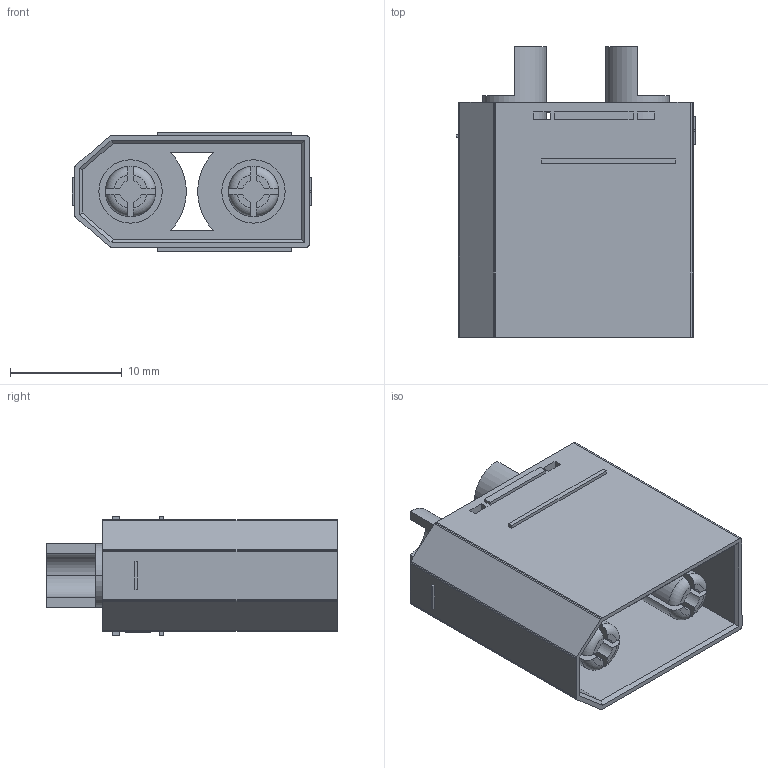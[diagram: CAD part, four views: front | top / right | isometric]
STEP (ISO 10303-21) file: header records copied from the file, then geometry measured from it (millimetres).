
FILE_DESCRIPTION (( 'STEP AP203' ), '1' );
FILE_NAME ('XT90 Male.STEP', '2022-01-26T02:58:35', ( '' ), ( '' ), 'SwSTEP 2.0', 'SolidWorks 2021', '' );
FILE_SCHEMA (( 'CONFIG_CONTROL_DESIGN' ));
Length unit declared in the file: millimetre
Products named in the file (2): XT90 Male; XT90 Male.step
Assembly tree (1 placements, depth 2):
  XT90 Male
    XT90 Male.step
Bounding box: 21.4 x 26 x 10.7 mm (x, y, z)
Volume: 1816 mm3; surface area: 4101.6 mm2
Topology: 3 solids, 3 shells, 249 faces, 672 edges, 446 vertices
Faces by surface type: plane 144, bspline 53, cylinder 44, torus 8
Entity records: 8596 total; most frequent: CARTESIAN_POINT 2384, ORIENTED_EDGE 1344, DIRECTION 1078, EDGE_CURVE 672, VERTEX_POINT 446, LINE 422, VECTOR 422, AXIS2_PLACEMENT_3D 328
